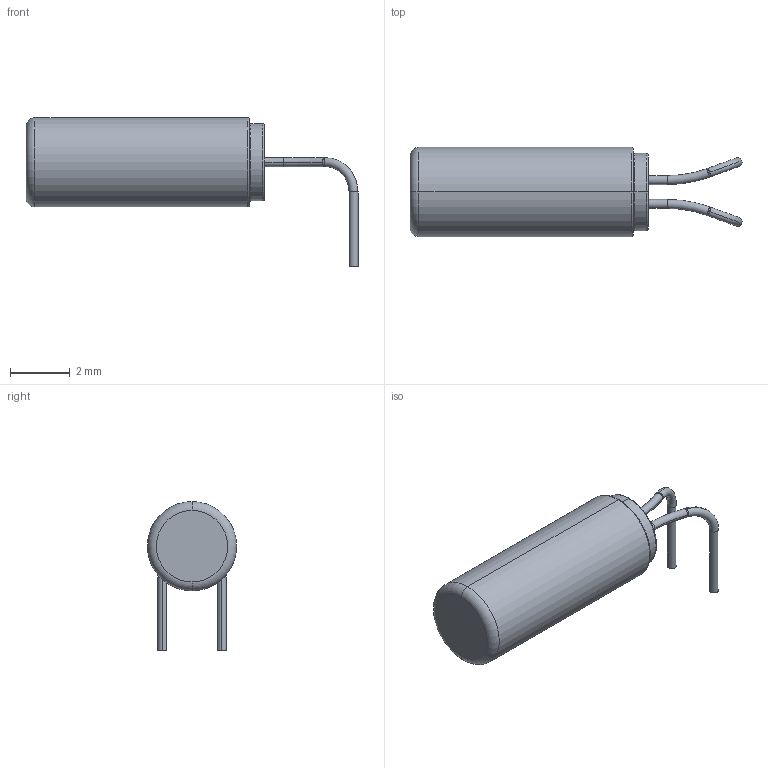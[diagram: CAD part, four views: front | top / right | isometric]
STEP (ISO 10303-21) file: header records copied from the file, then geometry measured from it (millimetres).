
FILE_DESCRIPTION (( 'STEP AP214' ), '1' );
FILE_NAME ('DT-38T.STEP', '2018-10-29T14:47:11', ( 'IVVL' ), ( '' ), 'SwSTEP 2.0', 'SolidWorks 2017', '' );
FILE_SCHEMA (( 'AUTOMOTIVE_DESIGN' ));
Length unit declared in the file: millimetre
Products named in the file (1): DT-38T
Bounding box: 11.15 x 3 x 5 mm (x, y, z)
Volume: 56.2 mm3; surface area: 99 mm2
Topology: 1 solids, 1 shells, 41 faces, 88 edges, 53 vertices
Faces by surface type: torus 18, cylinder 16, plane 5, sphere 2
Entity records: 1737 total; most frequent: CARTESIAN_POINT 309, DIRECTION 236, ORIENTED_EDGE 176, AXIS2_PLACEMENT_3D 110, EDGE_CURVE 88, CIRCLE 68, VERTEX_POINT 53, EDGE_LOOP 45
